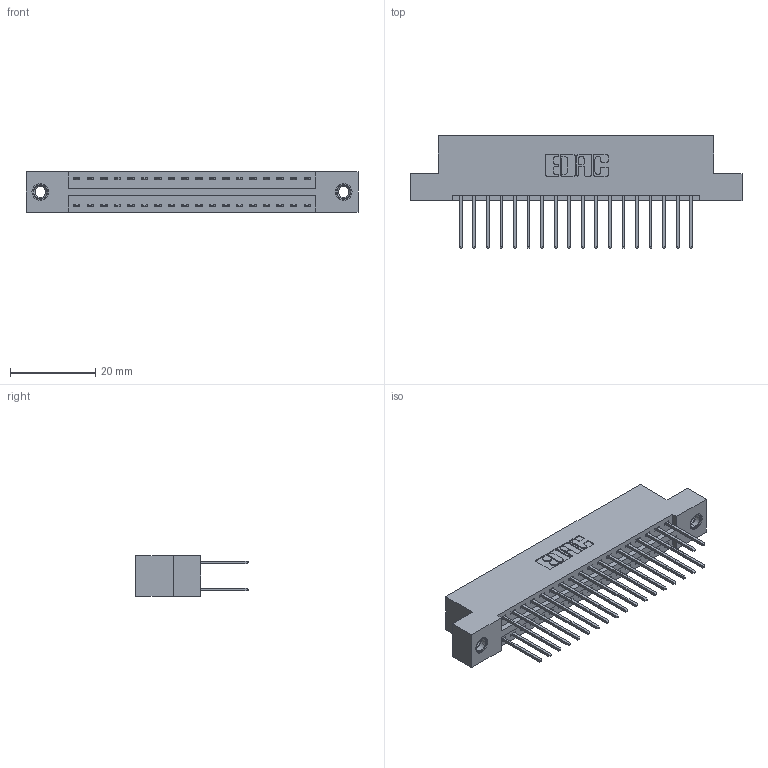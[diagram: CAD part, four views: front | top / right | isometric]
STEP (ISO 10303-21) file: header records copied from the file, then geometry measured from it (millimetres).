
FILE_DESCRIPTION (( 'STEP AP203' ), '1' );
FILE_NAME ('396-036-522-207.STEP', '2019-10-30T07:24:27', ( '' ), ( '' ), 'SwSTEP 2.0', 'SolidWorks 2016', '' );
FILE_SCHEMA (( 'CONFIG_CONTROL_DESIGN' ));
Length unit declared in the file: inch
Products named in the file (4): 345-250-001_345-250-005-103; 345-292-001_345-293-122; 396-036-522-207; 346 Part_Flush Mounting Lugs - 0.156 Dia-TI
Assembly tree (39 placements, depth 2):
  396-036-522-207
    346 Part_Flush Mounting Lugs - 0.156 Dia-TI
    345-292-001_345-293-122  x36
    345-250-001_345-250-005-103  x2
Bounding box: 77.72 x 26.42 x 9.4 mm (x, y, z)
Volume: 7471.4 mm3; surface area: 10354.1 mm2
Topology: 39 solids, 39 shells, 2054 faces, 6045 edges, 3974 vertices
Faces by surface type: plane 1368, cylinder 670, cone 12, torus 4
Entity records: 16182 total; most frequent: CARTESIAN_POINT 2683, ORIENTED_EDGE 2610, DIRECTION 2443, EDGE_CURVE 1305, LINE 1081, VECTOR 1081, VERTEX_POINT 864, AXIS2_PLACEMENT_3D 681
